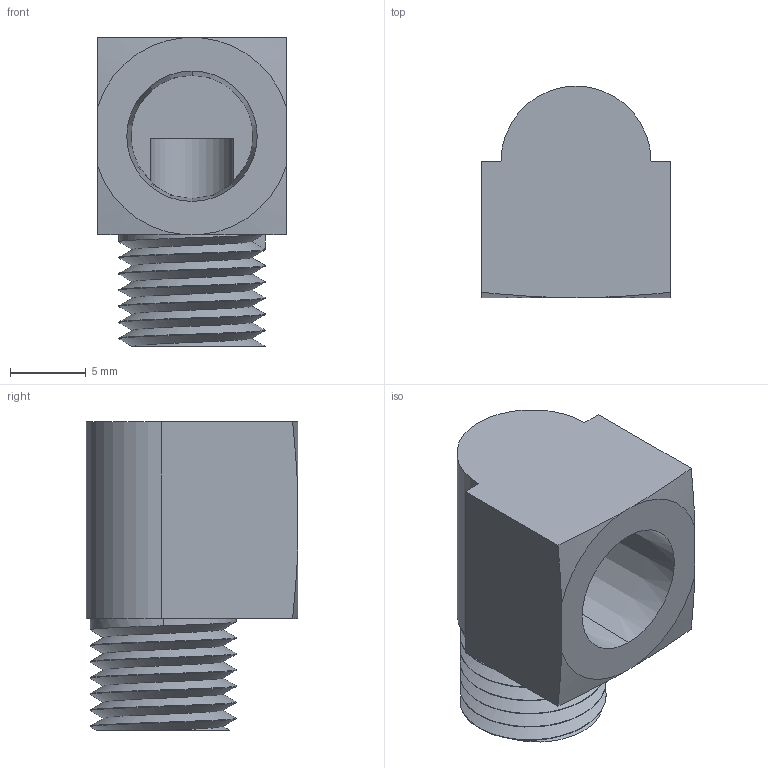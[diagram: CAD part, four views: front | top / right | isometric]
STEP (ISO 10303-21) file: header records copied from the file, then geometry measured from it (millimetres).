
FILE_DESCRIPTION (( 'STEP AP203' ), '1' );
FILE_NAME ('BFSE-18N.step', '2016-02-15T20:06:23', ( '' ), ( '' ), 'SwSTEP 2.0', 'SolidWorks 2015', '' );
FILE_SCHEMA (( 'CONFIG_CONTROL_DESIGN' ));
Length unit declared in the file: inch
Products named in the file (1): BFSE-18N
Bounding box: 12.45 x 13.97 x 20.37 mm (x, y, z)
Volume: 1588.1 mm3; surface area: 1703.6 mm2
Topology: 1 solids, 1 shells, 41 faces, 107 edges, 69 vertices
Faces by surface type: cylinder 19, plane 11, cone 8, bspline 3
Entity records: 2324 total; most frequent: CARTESIAN_POINT 1337, ORIENTED_EDGE 214, DIRECTION 164, EDGE_CURVE 107, VERTEX_POINT 69, AXIS2_PLACEMENT_3D 60, EDGE_LOOP 44, VECTOR 44
